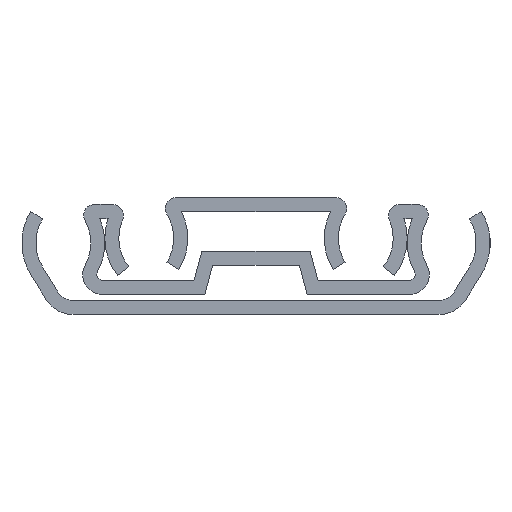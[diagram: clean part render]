
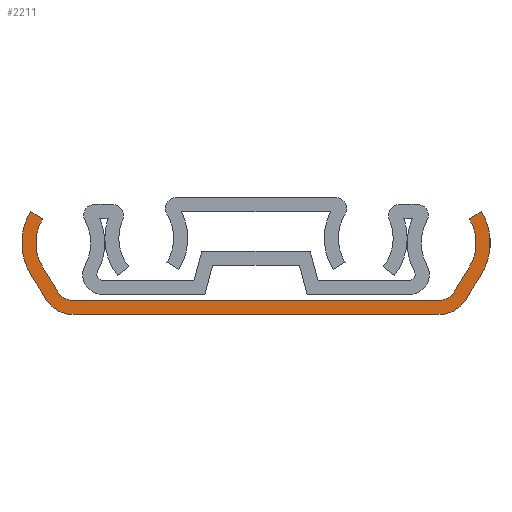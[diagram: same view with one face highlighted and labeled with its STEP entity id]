
A CAD part, left-side view. The second image highlights one B-rep face of the part: STEP entity #2211.
In plain terms, the highlighted planar face has unit normal (-1, 0, 0).
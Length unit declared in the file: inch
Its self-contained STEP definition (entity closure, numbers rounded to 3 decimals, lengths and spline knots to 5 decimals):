
#68=PLANE($,#2378);
#139=FACE_OUTER_BOUND($,#269,.T.);
#269=EDGE_LOOP($,(#1623,#1624,#1625,#1626,#1627,#1628,#1629,#1630,#1631,
#1632,#1633,#1634,#1635,#1636,#1637,#1638));
#385=LINE($,#3275,#603);
#389=LINE($,#3287,#607);
#407=LINE($,#3346,#625);
#411=LINE($,#3358,#629);
#415=LINE($,#3370,#633);
#419=LINE($,#3382,#637);
#437=LINE($,#3441,#655);
#441=LINE($,#3452,#659);
#603=VECTOR($,#2584,0.125);
#607=VECTOR($,#2596,1.5625);
#625=VECTOR($,#2644,0.125);
#629=VECTOR($,#2656,0.06);
#633=VECTOR($,#2668,0.125);
#637=VECTOR($,#2680,1.5625);
#655=VECTOR($,#2728,0.125);
#659=VECTOR($,#2740,0.06);
#819=CIRCLE($,#2324,0.25739);
#821=CIRCLE($,#2328,0.13577);
#834=CIRCLE($,#2343,0.13577);
#836=CIRCLE($,#2347,0.25739);
#838=CIRCLE($,#2351,0.19739);
#840=CIRCLE($,#2355,0.07577);
#853=CIRCLE($,#2370,0.07577);
#855=CIRCLE($,#2374,0.19739);
#937=VERTEX_POINT($,#3265);
#938=VERTEX_POINT($,#3266);
#941=VERTEX_POINT($,#3274);
#943=VERTEX_POINT($,#3280);
#945=VERTEX_POINT($,#3286);
#969=VERTEX_POINT($,#3339);
#971=VERTEX_POINT($,#3345);
#973=VERTEX_POINT($,#3351);
#975=VERTEX_POINT($,#3357);
#977=VERTEX_POINT($,#3363);
#979=VERTEX_POINT($,#3369);
#981=VERTEX_POINT($,#3375);
#983=VERTEX_POINT($,#3381);
#1007=VERTEX_POINT($,#3434);
#1009=VERTEX_POINT($,#3440);
#1011=VERTEX_POINT($,#3446);
#1157=EDGE_CURVE($,#937,#938,#819,.T.);
#1161=EDGE_CURVE($,#938,#941,#385,.T.);
#1164=EDGE_CURVE($,#941,#943,#821,.T.);
#1167=EDGE_CURVE($,#943,#945,#389,.T.);
#1195=EDGE_CURVE($,#945,#969,#834,.T.);
#1198=EDGE_CURVE($,#969,#971,#407,.T.);
#1201=EDGE_CURVE($,#971,#973,#836,.T.);
#1204=EDGE_CURVE($,#973,#975,#411,.T.);
#1207=EDGE_CURVE($,#975,#977,#838,.T.);
#1210=EDGE_CURVE($,#977,#979,#415,.T.);
#1213=EDGE_CURVE($,#979,#981,#840,.T.);
#1216=EDGE_CURVE($,#981,#983,#419,.T.);
#1244=EDGE_CURVE($,#983,#1007,#853,.T.);
#1247=EDGE_CURVE($,#1007,#1009,#437,.T.);
#1250=EDGE_CURVE($,#1009,#1011,#855,.T.);
#1253=EDGE_CURVE($,#1011,#937,#441,.T.);
#1623=ORIENTED_EDGE($,*,*,#1157,.F.);
#1624=ORIENTED_EDGE($,*,*,#1253,.F.);
#1625=ORIENTED_EDGE($,*,*,#1250,.F.);
#1626=ORIENTED_EDGE($,*,*,#1247,.F.);
#1627=ORIENTED_EDGE($,*,*,#1244,.F.);
#1628=ORIENTED_EDGE($,*,*,#1216,.F.);
#1629=ORIENTED_EDGE($,*,*,#1213,.F.);
#1630=ORIENTED_EDGE($,*,*,#1210,.F.);
#1631=ORIENTED_EDGE($,*,*,#1207,.F.);
#1632=ORIENTED_EDGE($,*,*,#1204,.F.);
#1633=ORIENTED_EDGE($,*,*,#1201,.F.);
#1634=ORIENTED_EDGE($,*,*,#1198,.F.);
#1635=ORIENTED_EDGE($,*,*,#1195,.F.);
#1636=ORIENTED_EDGE($,*,*,#1167,.F.);
#1637=ORIENTED_EDGE($,*,*,#1164,.F.);
#1638=ORIENTED_EDGE($,*,*,#1161,.F.);
#2211=ADVANCED_FACE($,(#139),#68,.T.);
#2324=AXIS2_PLACEMENT_3D($,#3267,#2576,#2577);
#2328=AXIS2_PLACEMENT_3D($,#3281,#2589,#2590);
#2343=AXIS2_PLACEMENT_3D($,#3340,#2637,#2638);
#2347=AXIS2_PLACEMENT_3D($,#3352,#2649,#2650);
#2351=AXIS2_PLACEMENT_3D($,#3364,#2661,#2662);
#2355=AXIS2_PLACEMENT_3D($,#3376,#2673,#2674);
#2370=AXIS2_PLACEMENT_3D($,#3435,#2721,#2722);
#2374=AXIS2_PLACEMENT_3D($,#3447,#2733,#2734);
#2378=AXIS2_PLACEMENT_3D($,#3455,#2744,#2745);
#2576=DIRECTION('center_axis',(1.,0.,0.));
#2577=DIRECTION('ref_axis',(0.,0.,1.));
#2584=DIRECTION($,(0.,0.521,-0.853));
#2589=DIRECTION('center_axis',(1.,0.,0.));
#2590=DIRECTION('ref_axis',(0.,0.,-1.));
#2596=DIRECTION($,(0.,1.,0.));
#2637=DIRECTION('center_axis',(1.,0.,0.));
#2638=DIRECTION('ref_axis',(0.,0.,1.));
#2644=DIRECTION($,(0.,0.521,0.853));
#2649=DIRECTION('center_axis',(1.,0.,0.));
#2650=DIRECTION('ref_axis',(0.,0.,-1.));
#2656=DIRECTION($,(0.,-0.853,-0.521));
#2661=DIRECTION('center_axis',(-1.,0.,0.));
#2662=DIRECTION('ref_axis',(0.,0.,-1.));
#2668=DIRECTION($,(0.,-0.521,-0.853));
#2673=DIRECTION('center_axis',(-1.,0.,0.));
#2674=DIRECTION('ref_axis',(0.,0.,1.));
#2680=DIRECTION($,(0.,-1.,0.));
#2721=DIRECTION('center_axis',(-1.,0.,0.));
#2722=DIRECTION('ref_axis',(0.,0.,-1.));
#2728=DIRECTION($,(0.,-0.521,0.853));
#2733=DIRECTION('center_axis',(-1.,0.,0.));
#2734=DIRECTION('ref_axis',(0.,0.,1.));
#2740=DIRECTION($,(0.,-0.853,0.521));
#2744=DIRECTION('center_axis',(-1.,0.,0.));
#2745=DIRECTION('ref_axis',(0.,0.,1.));
#3265=CARTESIAN_POINT('',(-7.,-0.96227,0.13416));
#3266=CARTESIAN_POINT('',(-7.,-0.96227,-0.13416));
#3267=CARTESIAN_POINT('Origin',(-7.,-0.74261,0.));
#3274=CARTESIAN_POINT('',(-7.,-0.89711,-0.24084));
#3275=CARTESIAN_POINT($,(-7.,-0.96227,-0.13416));
#3280=CARTESIAN_POINT('',(-7.,-0.78125,-0.30584));
#3281=CARTESIAN_POINT('Origin',(-7.,-0.78125,-0.17007));
#3286=CARTESIAN_POINT('',(-7.,0.78125,-0.30584));
#3287=CARTESIAN_POINT($,(-7.,-0.78125,-0.30584));
#3339=CARTESIAN_POINT('',(-7.,0.89711,-0.24084));
#3340=CARTESIAN_POINT('Origin',(-7.,0.78125,-0.17007));
#3345=CARTESIAN_POINT('',(-7.,0.96227,-0.13416));
#3346=CARTESIAN_POINT($,(-7.,0.96227,-0.13416));
#3351=CARTESIAN_POINT('',(-7.,0.96227,0.13416));
#3352=CARTESIAN_POINT('Origin',(-7.,0.74261,0.));
#3357=CARTESIAN_POINT('',(-7.,0.91106,0.10289));
#3358=CARTESIAN_POINT($,(-7.,0.96227,0.13416));
#3363=CARTESIAN_POINT('',(-7.,0.91106,-0.10289));
#3364=CARTESIAN_POINT('Origin',(-7.,0.74261,0.));
#3369=CARTESIAN_POINT('',(-7.,0.84591,-0.20956));
#3370=CARTESIAN_POINT($,(-7.,0.91106,-0.10289));
#3375=CARTESIAN_POINT('',(-7.,0.78125,-0.24584));
#3376=CARTESIAN_POINT('Origin',(-7.,0.78125,-0.17007));
#3381=CARTESIAN_POINT('',(-7.,-0.78125,-0.24584));
#3382=CARTESIAN_POINT($,(-7.,-0.78125,-0.24584));
#3434=CARTESIAN_POINT('',(-7.,-0.84591,-0.20956));
#3435=CARTESIAN_POINT('Origin',(-7.,-0.78125,-0.17007));
#3440=CARTESIAN_POINT('',(-7.,-0.91106,-0.10289));
#3441=CARTESIAN_POINT($,(-7.,-0.91106,-0.10289));
#3446=CARTESIAN_POINT('',(-7.,-0.91106,0.10289));
#3447=CARTESIAN_POINT('Origin',(-7.,-0.74261,0.));
#3452=CARTESIAN_POINT($,(-7.,-0.96227,0.13416));
#3455=CARTESIAN_POINT('Origin',(-7.,-0.74261,0.));
